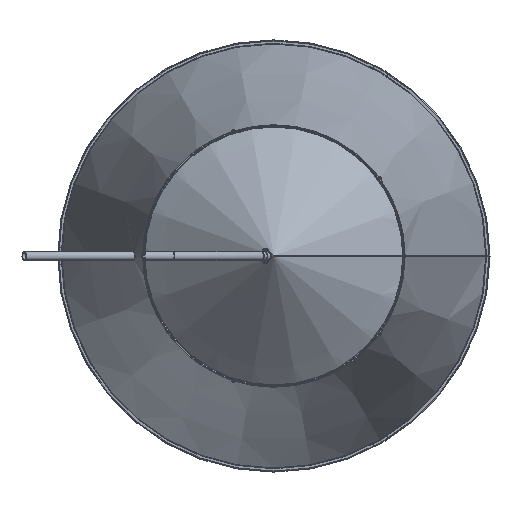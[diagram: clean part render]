
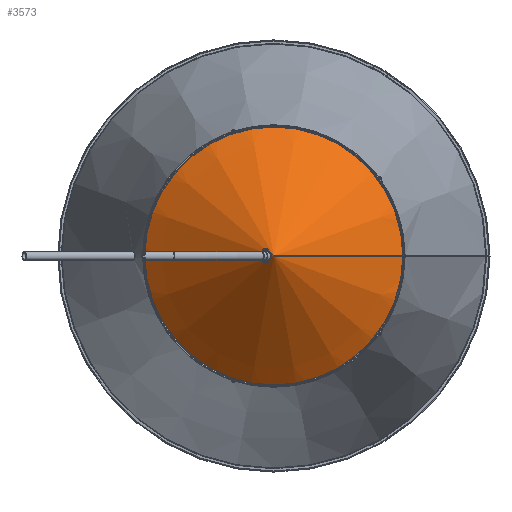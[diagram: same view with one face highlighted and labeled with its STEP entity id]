
A CAD part, front view. The second image highlights one B-rep face of the part: STEP entity #3573.
In plain terms, the highlighted conical face has half-angle 50 degrees and reference radius 132.2 mm.
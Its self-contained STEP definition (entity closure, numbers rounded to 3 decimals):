
#272=FACE_BOUND('',#1337,.T.);
#377=CIRCLE('',#3894,263.45);
#379=CIRCLE('',#3898,0.95);
#600=LINE('',#6428,#836);
#601=LINE('',#6429,#837);
#836=VECTOR('',#4641,342.669);
#837=VECTOR('',#4642,342.669);
#985=CONICAL_SURFACE('',#3899,132.2,50.);
#1106=FACE_OUTER_BOUND('',#1336,.T.);
#1336=EDGE_LOOP('',(#2710,#2711,#2712,#2713));
#1337=EDGE_LOOP('',(#2714,#2715));
#1511=B_SPLINE_CURVE_WITH_KNOTS('',3,(#6302,#6303,#6304,#6305,#6306,#6307,
#6308,#6309,#6310,#6311,#6312,#6313,#6314,#6315,#6316,#6317,#6318,#6319,
#6320,#6321,#6322,#6323,#6324,#6325,#6326,#6327,#6328,#6329),
 .UNSPECIFIED.,.F.,.F.,(4,2,2,2,2,2,2,2,2,2,2,2,2,4),(0.999,
0.999,1.126,1.253,1.507,1.632,
1.756,1.877,1.999,2.131,2.263,
2.391,2.52,2.52),.UNSPECIFIED.);
#1512=B_SPLINE_CURVE_WITH_KNOTS('',3,(#6330,#6331,#6332,#6333,#6334,#6335,
#6336,#6337,#6338,#6339,#6340,#6341,#6342,#6343,#6344,#6345,#6346,#6347,
#6348,#6349,#6350,#6351,#6352,#6353,#6354),.UNSPECIFIED.,.F.,.F.,(4,2,2,
2,3,2,2,2,2,2,2,4),(2.52,2.648,2.777,2.909,
3.041,3.162,3.283,3.408,3.533,
3.787,3.914,4.04),.UNSPECIFIED.);
#1625=VERTEX_POINT('',#6300);
#1626=VERTEX_POINT('',#6301);
#1628=VERTEX_POINT('',#6407);
#1631=VERTEX_POINT('',#6412);
#1634=VERTEX_POINT('',#6422);
#1635=VERTEX_POINT('',#6424);
#1999=EDGE_CURVE('',#1625,#1626,#1511,.T.);
#2000=EDGE_CURVE('',#1626,#1625,#1512,.T.);
#2005=EDGE_CURVE('',#1631,#1628,#377,.T.);
#2010=EDGE_CURVE('',#1635,#1634,#379,.T.);
#2012=EDGE_CURVE('',#1634,#1628,#600,.T.);
#2013=EDGE_CURVE('',#1635,#1631,#601,.T.);
#2710=ORIENTED_EDGE('',*,*,#2012,.T.);
#2711=ORIENTED_EDGE('',*,*,#2005,.F.);
#2712=ORIENTED_EDGE('',*,*,#2013,.F.);
#2713=ORIENTED_EDGE('',*,*,#2010,.T.);
#2714=ORIENTED_EDGE('',*,*,#1999,.T.);
#2715=ORIENTED_EDGE('',*,*,#2000,.T.);
#3573=ADVANCED_FACE('',(#1106,#272),#985,.T.);
#3894=AXIS2_PLACEMENT_3D('',#6414,#4625,#4626);
#3898=AXIS2_PLACEMENT_3D('',#6425,#4636,#4637);
#3899=AXIS2_PLACEMENT_3D('',#6427,#4639,#4640);
#4625=DIRECTION('center_axis',(0.,1.,0.));
#4626=DIRECTION('ref_axis',(1.,0.,0.));
#4636=DIRECTION('center_axis',(0.,1.,0.));
#4637=DIRECTION('ref_axis',(1.,0.,0.));
#4639=DIRECTION('center_axis',(0.,1.,0.));
#4640=DIRECTION('ref_axis',(1.,0.,0.));
#4641=DIRECTION('',(0.766,0.643,0.));
#4642=DIRECTION('',(0.766,0.643,0.));
#6300=CARTESIAN_POINT('',(-11.941,9.106,-0.001));
#6301=CARTESIAN_POINT('',(-4.28,2.678,0.));
#6302=CARTESIAN_POINT('Ctrl Pts',(-11.941,9.106,-0.001));
#6303=CARTESIAN_POINT('Ctrl Pts',(-11.941,9.106,-0.001));
#6304=CARTESIAN_POINT('Ctrl Pts',(-11.941,9.106,0.));
#6305=CARTESIAN_POINT('Ctrl Pts',(-11.941,9.106,0.423));
#6306=CARTESIAN_POINT('Ctrl Pts',(-11.889,9.082,0.854));
#6307=CARTESIAN_POINT('Ctrl Pts',(-11.683,8.985,1.69));
#6308=CARTESIAN_POINT('Ctrl Pts',(-11.528,8.912,2.097));
#6309=CARTESIAN_POINT('Ctrl Pts',(-10.93,8.624,3.228));
#6310=CARTESIAN_POINT('Ctrl Pts',(-10.345,8.336,3.862));
#6311=CARTESIAN_POINT('Ctrl Pts',(-9.388,7.818,4.5));
#6312=CARTESIAN_POINT('Ctrl Pts',(-9.024,7.614,4.683));
#6313=CARTESIAN_POINT('Ctrl Pts',(-8.281,7.169,4.929));
#6314=CARTESIAN_POINT('Ctrl Pts',(-7.901,6.926,4.992));
#6315=CARTESIAN_POINT('Ctrl Pts',(-7.226,6.461,5.006));
#6316=CARTESIAN_POINT('Ctrl Pts',(-6.874,6.199,4.963));
#6317=CARTESIAN_POINT('Ctrl Pts',(-6.221,5.657,4.758));
#6318=CARTESIAN_POINT('Ctrl Pts',(-5.922,5.377,4.597));
#6319=CARTESIAN_POINT('Ctrl Pts',(-5.411,4.834,4.2));
#6320=CARTESIAN_POINT('Ctrl Pts',(-5.165,4.528,3.924));
#6321=CARTESIAN_POINT('Ctrl Pts',(-4.777,3.946,3.278));
#6322=CARTESIAN_POINT('Ctrl Pts',(-4.635,3.672,2.909));
#6323=CARTESIAN_POINT('Ctrl Pts',(-4.443,3.234,2.183));
#6324=CARTESIAN_POINT('Ctrl Pts',(-4.376,3.031,1.766));
#6325=CARTESIAN_POINT('Ctrl Pts',(-4.295,2.751,0.889));
#6326=CARTESIAN_POINT('Ctrl Pts',(-4.28,2.678,0.429));
#6327=CARTESIAN_POINT('Ctrl Pts',(-4.28,2.678,0.));
#6328=CARTESIAN_POINT('Ctrl Pts',(-4.28,2.678,0.));
#6329=CARTESIAN_POINT('Ctrl Pts',(-4.28,2.678,0.));
#6330=CARTESIAN_POINT('Ctrl Pts',(-4.28,2.678,0.));
#6331=CARTESIAN_POINT('Ctrl Pts',(-4.28,2.678,-0.429));
#6332=CARTESIAN_POINT('Ctrl Pts',(-4.295,2.751,-0.889));
#6333=CARTESIAN_POINT('Ctrl Pts',(-4.376,3.031,-1.766));
#6334=CARTESIAN_POINT('Ctrl Pts',(-4.443,3.234,-2.183));
#6335=CARTESIAN_POINT('Ctrl Pts',(-4.635,3.672,-2.909));
#6336=CARTESIAN_POINT('Ctrl Pts',(-4.777,3.946,-3.278));
#6337=CARTESIAN_POINT('Ctrl Pts',(-5.165,4.528,-3.924));
#6338=CARTESIAN_POINT('Ctrl Pts',(-5.411,4.834,-4.2));
#6339=CARTESIAN_POINT('Ctrl Pts',(-5.678,5.117,-4.407));
#6340=CARTESIAN_POINT('Ctrl Pts',(-5.922,5.377,-4.597));
#6341=CARTESIAN_POINT('Ctrl Pts',(-6.221,5.657,-4.758));
#6342=CARTESIAN_POINT('Ctrl Pts',(-6.874,6.199,-4.963));
#6343=CARTESIAN_POINT('Ctrl Pts',(-7.226,6.461,-5.006));
#6344=CARTESIAN_POINT('Ctrl Pts',(-7.901,6.926,-4.992));
#6345=CARTESIAN_POINT('Ctrl Pts',(-8.281,7.169,-4.929));
#6346=CARTESIAN_POINT('Ctrl Pts',(-9.024,7.614,-4.683));
#6347=CARTESIAN_POINT('Ctrl Pts',(-9.388,7.818,-4.5));
#6348=CARTESIAN_POINT('Ctrl Pts',(-10.345,8.336,-3.862));
#6349=CARTESIAN_POINT('Ctrl Pts',(-10.93,8.624,-3.228));
#6350=CARTESIAN_POINT('Ctrl Pts',(-11.528,8.912,-2.097));
#6351=CARTESIAN_POINT('Ctrl Pts',(-11.683,8.985,-1.691));
#6352=CARTESIAN_POINT('Ctrl Pts',(-11.889,9.082,-0.854));
#6353=CARTESIAN_POINT('Ctrl Pts',(-11.941,9.106,-0.424));
#6354=CARTESIAN_POINT('Ctrl Pts',(-11.941,9.106,-0.001));
#6407=CARTESIAN_POINT('',(263.45,220.147,0.046));
#6412=CARTESIAN_POINT('',(263.45,220.147,0.));
#6414=CARTESIAN_POINT('Origin',(0.,220.147,0.));
#6422=CARTESIAN_POINT('',(0.95,-0.117,0.));
#6424=CARTESIAN_POINT('',(0.95,-0.117,0.));
#6425=CARTESIAN_POINT('Origin',(0.,-0.117,0.));
#6427=CARTESIAN_POINT('Origin',(0.,110.015,0.));
#6428=CARTESIAN_POINT('',(0.95,-0.117,0.));
#6429=CARTESIAN_POINT('',(0.95,-0.117,0.));
